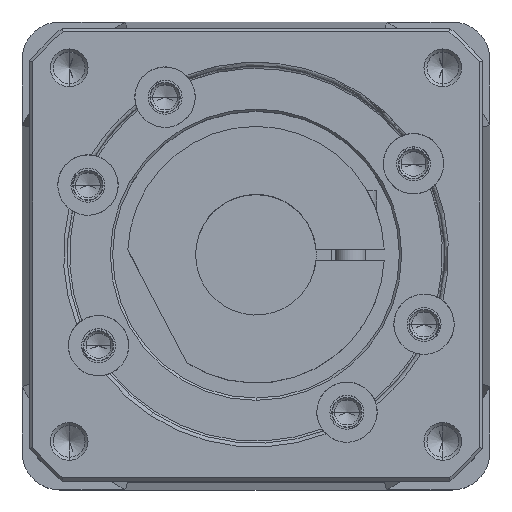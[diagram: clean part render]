
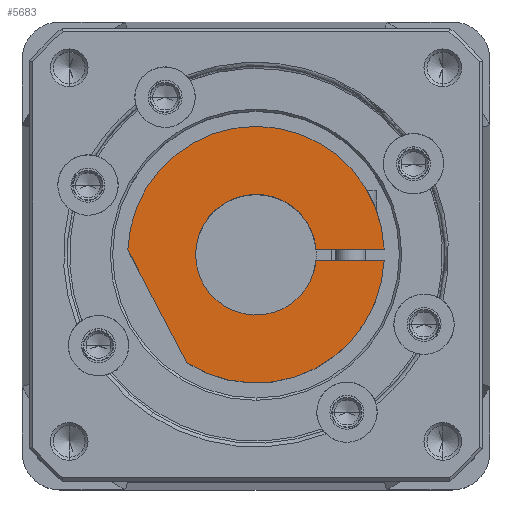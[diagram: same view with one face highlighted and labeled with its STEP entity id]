
A CAD part, top view. The second image highlights one B-rep face of the part: STEP entity #5683.
In plain terms, the highlighted face is planar.
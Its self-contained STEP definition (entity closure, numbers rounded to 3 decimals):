
#5016=DIRECTION('',(0.886,0.,-0.463));
#5017=VECTOR('',#5016,16.869);
#5018=CARTESIAN_POINT('',(-14.31,73.5,-9.178));
#5019=LINE('',#5018,#5017);
#5020=DIRECTION('',(0.,0.,-1.));
#5021=VECTOR('',#5020,9.019);
#5022=CARTESIAN_POINT('',(0.75,73.5,16.983));
#5023=LINE('',#5022,#5021);
#5024=CARTESIAN_POINT('',(0.,73.5,0.));
#5025=DIRECTION('',(0.,1.,0.));
#5026=DIRECTION('',(0.094,0.,0.996));
#5027=AXIS2_PLACEMENT_3D('',#5024,#5025,#5026);
#5029=CARTESIAN_POINT('',(0.,73.5,0.));
#5030=DIRECTION('',(0.,-1.,0.));
#5031=DIRECTION('',(-0.094,0.,0.996));
#5032=AXIS2_PLACEMENT_3D('',#5029,#5030,#5031);
#5034=DIRECTION('',(0.,0.,-1.));
#5035=VECTOR('',#5034,9.019);
#5036=CARTESIAN_POINT('',(-0.75,73.5,16.983));
#5037=LINE('',#5036,#5035);
#5063=CARTESIAN_POINT('',(0.,73.5,0.));
#5064=DIRECTION('',(0.,1.,0.));
#5065=DIRECTION('',(0.044,0.,0.999));
#5066=AXIS2_PLACEMENT_3D('',#5063,#5064,#5065);
#5068=CARTESIAN_POINT('',(0.,73.5,0.));
#5069=DIRECTION('',(0.,1.,0.));
#5070=DIRECTION('',(-0.842,0.,-0.54));
#5071=AXIS2_PLACEMENT_3D('',#5068,#5069,#5070);
#5245=CARTESIAN_POINT('',(0.,73.5,-8.));
#5247=VERTEX_POINT('',#5245);
#5260=CARTESIAN_POINT('',(0.75,73.5,7.965));
#5261=VERTEX_POINT('',#5260);
#5262=CARTESIAN_POINT('',(0.75,73.5,16.983));
#5263=VERTEX_POINT('',#5262);
#5264=CARTESIAN_POINT('',(-0.75,73.5,16.983));
#5265=CARTESIAN_POINT('',(-0.75,73.5,7.965));
#5266=VERTEX_POINT('',#5264);
#5267=VERTEX_POINT('',#5265);
#5296=CARTESIAN_POINT('',(-14.31,73.5,-9.178));
#5297=CARTESIAN_POINT('',(0.642,73.5,-16.988));
#5298=VERTEX_POINT('',#5296);
#5299=VERTEX_POINT('',#5297);
#5665=CARTESIAN_POINT('',(0.,73.5,0.));
#5666=DIRECTION('',(0.,1.,0.));
#5667=DIRECTION('',(0.,0.,-1.));
#5668=AXIS2_PLACEMENT_3D('',#5665,#5666,#5667);
#5669=PLANE('',#5668);
#5671=ORIENTED_EDGE('',*,*,#5670,.T.);
#5673=ORIENTED_EDGE('',*,*,#5672,.F.);
#5675=ORIENTED_EDGE('',*,*,#5674,.T.);
#5676=ORIENTED_EDGE('',*,*,#5617,.T.);
#5677=ORIENTED_EDGE('',*,*,#5632,.F.);
#5678=ORIENTED_EDGE('',*,*,#5646,.F.);
#5680=ORIENTED_EDGE('',*,*,#5679,.F.);
#5681=EDGE_LOOP('',(#5671,#5673,#5675,#5676,#5677,#5678,#5680));
#5682=FACE_OUTER_BOUND('',#5681,.F.);
#5683=ADVANCED_FACE('',(#5682),#5669,.T.);
#5028=CIRCLE('',#5027,8.);
#5033=CIRCLE('',#5032,8.);
#5067=CIRCLE('',#5066,17.);
#5072=CIRCLE('',#5071,17.);
#5617=EDGE_CURVE('',#5261,#5247,#5028,.T.);
#5632=EDGE_CURVE('',#5267,#5247,#5033,.T.);
#5646=EDGE_CURVE('',#5266,#5267,#5037,.T.);
#5670=EDGE_CURVE('',#5298,#5299,#5019,.T.);
#5672=EDGE_CURVE('',#5263,#5299,#5067,.T.);
#5674=EDGE_CURVE('',#5263,#5261,#5023,.T.);
#5679=EDGE_CURVE('',#5298,#5266,#5072,.T.);
